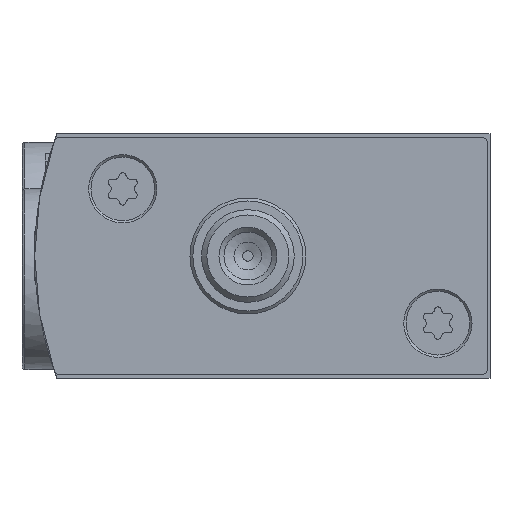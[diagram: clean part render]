
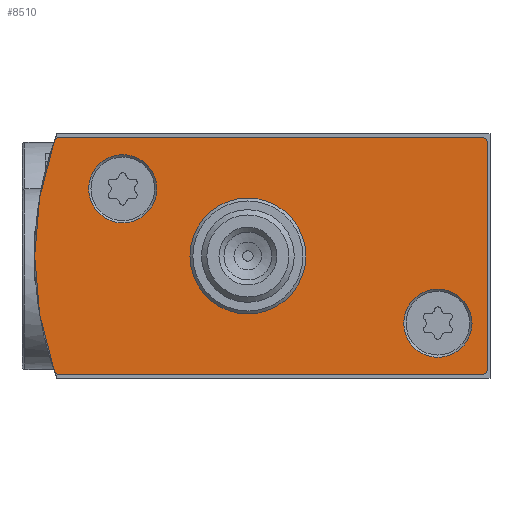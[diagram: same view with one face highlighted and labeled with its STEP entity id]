
A CAD part, left-side view. The second image highlights one B-rep face of the part: STEP entity #8510.
In plain terms, the highlighted planar face has unit normal (-1, 0, 0).
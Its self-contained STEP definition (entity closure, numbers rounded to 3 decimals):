
#853=LINE('',#14584,#1699);
#871=LINE('',#14621,#1717);
#876=LINE('',#14639,#1722);
#1699=VECTOR('',#11986,1000.);
#1717=VECTOR('',#12006,1000.);
#1722=VECTOR('',#12025,1000.);
#3634=ORIENTED_EDGE('',*,*,#5154,.F.);
#3635=ORIENTED_EDGE('',*,*,#5155,.T.);
#3636=ORIENTED_EDGE('',*,*,#5156,.T.);
#3637=ORIENTED_EDGE('',*,*,#5136,.F.);
#3638=ORIENTED_EDGE('',*,*,#5150,.F.);
#3639=ORIENTED_EDGE('',*,*,#5086,.F.);
#3640=ORIENTED_EDGE('',*,*,#5148,.F.);
#3641=ORIENTED_EDGE('',*,*,#5145,.F.);
#3642=ORIENTED_EDGE('',*,*,#5142,.F.);
#3643=ORIENTED_EDGE('',*,*,#5118,.F.);
#3644=ORIENTED_EDGE('',*,*,#5140,.F.);
#5086=EDGE_CURVE('',#6013,#6014,#6482,.T.);
#5118=EDGE_CURVE('',#6045,#6046,#853,.T.);
#5136=EDGE_CURVE('',#6063,#6064,#871,.T.);
#5140=EDGE_CURVE('',#6064,#6045,#6491,.T.);
#5142=EDGE_CURVE('',#6046,#6067,#6493,.T.);
#5145=EDGE_CURVE('',#6067,#6069,#876,.T.);
#5148=EDGE_CURVE('',#6069,#6013,#6495,.T.);
#5150=EDGE_CURVE('',#6014,#6063,#6497,.T.);
#5154=EDGE_CURVE('',#6073,#6073,#6501,.F.);
#5155=EDGE_CURVE('',#6074,#6074,#6502,.T.);
#5156=EDGE_CURVE('',#6075,#6075,#6503,.T.);
#6013=VERTEX_POINT('',#14511);
#6014=VERTEX_POINT('',#14512);
#6045=VERTEX_POINT('',#14585);
#6046=VERTEX_POINT('',#14586);
#6063=VERTEX_POINT('',#14622);
#6064=VERTEX_POINT('',#14623);
#6067=VERTEX_POINT('',#14634);
#6069=VERTEX_POINT('',#14640);
#6073=VERTEX_POINT('',#14657);
#6074=VERTEX_POINT('',#14659);
#6075=VERTEX_POINT('',#14661);
#6482=CIRCLE('',#10006,30.);
#6491=CIRCLE('',#10018,0.5);
#6493=CIRCLE('',#10021,0.5);
#6495=CIRCLE('',#10025,0.5);
#6497=CIRCLE('',#10028,0.5);
#6501=CIRCLE('',#10034,5.);
#6502=CIRCLE('',#10035,2.95);
#6503=CIRCLE('',#10036,2.95);
#7003=EDGE_LOOP('',(#3634));
#7004=EDGE_LOOP('',(#3635));
#7005=EDGE_LOOP('',(#3636));
#7006=EDGE_LOOP('',(#3637,#3638,#3639,#3640,#3641,#3642,#3643,#3644));
#7646=FACE_BOUND('',#7003,.T.);
#7647=FACE_BOUND('',#7004,.T.);
#7648=FACE_BOUND('',#7005,.T.);
#7649=FACE_BOUND('',#7006,.T.);
#8070=PLANE('',#10033);
#8510=ADVANCED_FACE('',(#7646,#7647,#7648,#7649),#8070,.F.);
#10006=AXIS2_PLACEMENT_3D('',#14510,#11946,#11947);
#10018=AXIS2_PLACEMENT_3D('',#14630,#12012,#12013);
#10021=AXIS2_PLACEMENT_3D('',#14633,#12018,#12019);
#10025=AXIS2_PLACEMENT_3D('',#14645,#12030,#12031);
#10028=AXIS2_PLACEMENT_3D('',#14648,#12036,#12037);
#10033=AXIS2_PLACEMENT_3D('',#14655,#12046,#12047);
#10034=AXIS2_PLACEMENT_3D('',#14656,#12048,#12049);
#10035=AXIS2_PLACEMENT_3D('',#14658,#12050,#12051);
#10036=AXIS2_PLACEMENT_3D('',#14660,#12052,#12053);
#11946=DIRECTION('',(1.,0.,0.));
#11947=DIRECTION('',(0.,0.,-1.));
#11986=DIRECTION('',(0.,0.,-1.));
#12006=DIRECTION('',(0.,-1.,0.));
#12012=DIRECTION('',(1.,0.,0.));
#12013=DIRECTION('',(0.,0.,-1.));
#12018=DIRECTION('',(1.,0.,0.));
#12019=DIRECTION('',(0.,0.,-1.));
#12025=DIRECTION('',(0.,1.,0.));
#12030=DIRECTION('',(1.,0.,0.));
#12031=DIRECTION('',(0.,0.,-1.));
#12036=DIRECTION('',(1.,0.,0.));
#12037=DIRECTION('',(0.,0.,-1.));
#12046=DIRECTION('',(1.,0.,0.));
#12047=DIRECTION('',(0.,0.,-1.));
#12048=DIRECTION('',(1.,0.,0.));
#12049=DIRECTION('',(0.,0.,-1.));
#12050=DIRECTION('',(1.,0.,0.));
#12051=DIRECTION('',(0.,0.,-1.));
#12052=DIRECTION('',(1.,0.,0.));
#12053=DIRECTION('',(0.,0.,-1.));
#14510=CARTESIAN_POINT('',(0.,9.3,0.));
#14511=CARTESIAN_POINT('',(0.,37.614,-9.915));
#14512=CARTESIAN_POINT('',(0.,37.614,9.915));
#14584=CARTESIAN_POINT('',(0.,0.2,9.75));
#14585=CARTESIAN_POINT('',(0.,0.2,9.75));
#14586=CARTESIAN_POINT('',(0.,0.2,-9.75));
#14621=CARTESIAN_POINT('',(0.,37.142,10.25));
#14622=CARTESIAN_POINT('',(0.,37.142,10.25));
#14623=CARTESIAN_POINT('',(0.,0.7,10.25));
#14630=CARTESIAN_POINT('',(0.,0.7,9.75));
#14633=CARTESIAN_POINT('',(0.,0.7,-9.75));
#14634=CARTESIAN_POINT('',(0.,0.7,-10.25));
#14639=CARTESIAN_POINT('',(0.,0.7,-10.25));
#14640=CARTESIAN_POINT('',(0.,37.142,-10.25));
#14645=CARTESIAN_POINT('',(0.,37.142,-9.75));
#14648=CARTESIAN_POINT('',(0.,37.142,9.75));
#14655=CARTESIAN_POINT('',(0.,0.7,9.75));
#14656=CARTESIAN_POINT('',(0.,20.9,0.));
#14657=CARTESIAN_POINT('',(0.,20.9,-5.));
#14658=CARTESIAN_POINT('',(0.,31.7,5.8));
#14659=CARTESIAN_POINT('',(0.,31.7,2.85));
#14660=CARTESIAN_POINT('',(0.,4.5,-5.8));
#14661=CARTESIAN_POINT('',(0.,4.5,-8.75));
